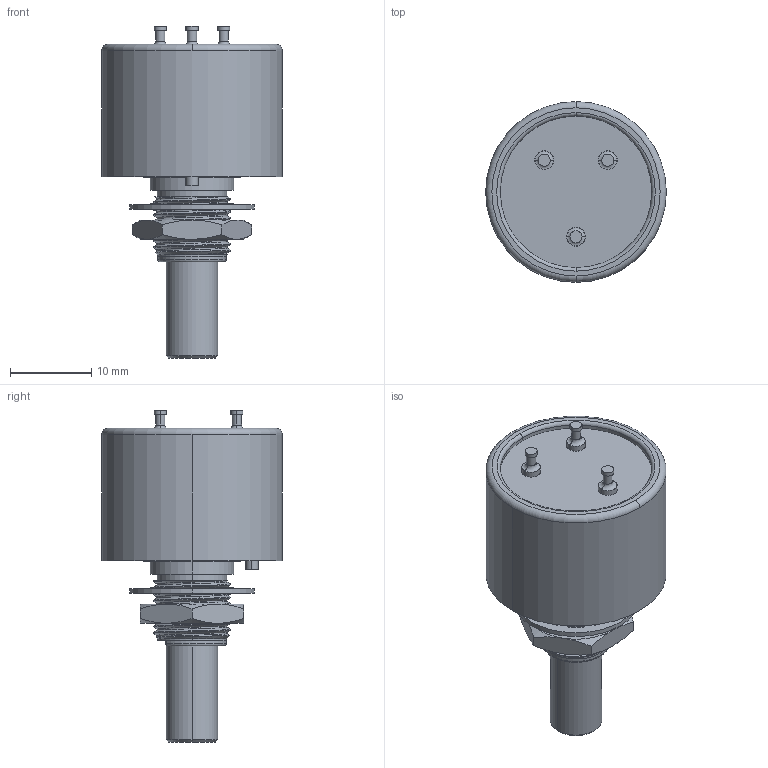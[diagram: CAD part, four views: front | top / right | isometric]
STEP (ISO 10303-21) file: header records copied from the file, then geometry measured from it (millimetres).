
FILE_DESCRIPTION((''),'2;1');
FILE_NAME('8156-2-X_ASM','2016-05-03T',('bmozley'),(''),'CREO PARAMETRIC BY PTC INC, 2016050','CREO PARAMETRIC BY PTC INC, 2016050','');
FILE_SCHEMA(('CONFIG_CONTROL_DESIGN'));
Length unit declared in the file: inch
Products named in the file (37): 8156-3_AF4; 8156-15-X_AF1; 8156-3-X_AF0_ASM; 8156-16-X; 8156-17A; 8156-18A; 8156-19-X_ASM; 34-19-4; 34-23-3; 8156-6A_AF0; 8156-20A; 8156-7-X; 8156-8A; 8156-9A; 8150-101-1A; 8156-11A; 800-702-83-2A; 8156-5-X_ASM; 8156-4-X_ASM; 6120-133A; 6120-133-3B; 6120-133-4B; 6120-133-1B; 6120-133-2B; 6120-133-5B; 6120-133A_ASM; 800-107-57A; 800-31-114-3A; 800-702-70-2A; 6150-132A_ASM; 6150-131A_ASM; 29-243; 6150-130A_ASM; 34-12-1; 29-34; 8150_FILLER; 8156-2-X_ASM
Assembly tree (42 placements, depth 6):
  8156-2-X_ASM
    8156-3-X_AF0_ASM
      8156-3_AF4
      8156-15-X_AF1
    8156-19-X_ASM
      8156-16-X
      8156-17A
      8156-18A
    34-19-4  x2
    34-23-3  x2
    8156-4-X_ASM
      8156-6A_AF0
      8156-20A
      8156-5-X_ASM
        8156-7-X
        8156-8A
        8156-9A
        8150-101-1A
        8156-11A
        800-702-83-2A
    6150-130A_ASM
      6150-131A_ASM
        6150-132A_ASM
          6120-133A_ASM
            6120-133A
            6120-133-3B
            6120-133-4B
            6120-133-1B
            6120-133-2B
            6120-133-5B
          800-107-57A  x3
          800-31-114-3A
          800-702-70-2A
      29-243  x3
    34-12-1
    29-34
    8150_FILLER
Bounding box: 22.23 x 22.23 x 40.84 mm (x, y, z)
Volume: 9590.1 mm3; surface area: 10726.1 mm2
Topology: 49 solids, 49 shells, 3138 faces, 8115 edges, 5233 vertices
Faces by surface type: plane 1525, cylinder 1242, extrusion 142, cone 94, bspline 71, torus 30, sphere 24, revolution 10
Entity records: 90477 total; most frequent: CARTESIAN_POINT 23225, DIRECTION 14317, ORIENTED_EDGE 13804, EDGE_CURVE 6902, AXIS2_PLACEMENT_3D 5200, VERTEX_POINT 4451, VECTOR 3907, LINE 3765
